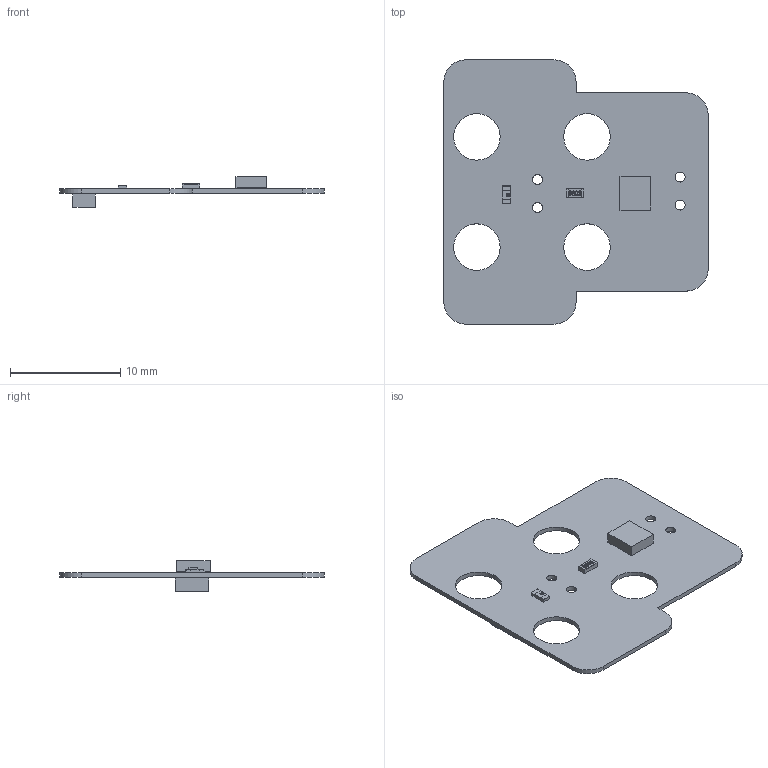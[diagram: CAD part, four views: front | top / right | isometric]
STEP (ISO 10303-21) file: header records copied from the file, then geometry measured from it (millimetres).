
FILE_DESCRIPTION(('Open CASCADE Model'),'2;1');
FILE_NAME('Open CASCADE Shape Model','2022-07-07T01:37:25',('Author'),( 'Open CASCADE'),'Open CASCADE STEP processor 6.8','Open CASCADE 6.8' ,'Unknown');
FILE_SCHEMA(('AUTOMOTIVE_DESIGN { 1 0 10303 214 1 1 1 1 }'));
Length unit declared in the file: millimetre
Products named in the file (13): PCB; Board; Open CASCADE STEP translator 6.8 1.1.1; U1; 5857601648; Extruded; R1; R0603; Q2; 5857593568; C1; User_Library-0603_SMD_Capacitor
Assembly tree (12 placements, depth 4):
  PCB
    Board
      Open CASCADE STEP translator 6.8 1.1.1
    U1
      5857601648
        Extruded
    R1
      R0603
    Q2
      5857593568
        Extruded
    C1
      User_Library-0603_SMD_Capacitor
Bounding box: 24 x 24 x 2.81 mm (x, y, z)
Volume: 198.3 mm3; surface area: 1009 mm2
Topology: 6 solids, 6 shells, 199 faces, 493 edges, 310 vertices
Faces by surface type: bspline 88, plane 69, cylinder 34, sphere 8
Full cylindrical faces by diameter (mm): 0.9 x4, 4.22 x4
Entity records: 14275 total; most frequent: CARTESIAN_POINT 9167, ORIENTED_EDGE 970, DIRECTION 617, EDGE_CURVE 485, VERTEX_POINT 310, LINE 249, VECTOR 249, FACE_BOUND 227
